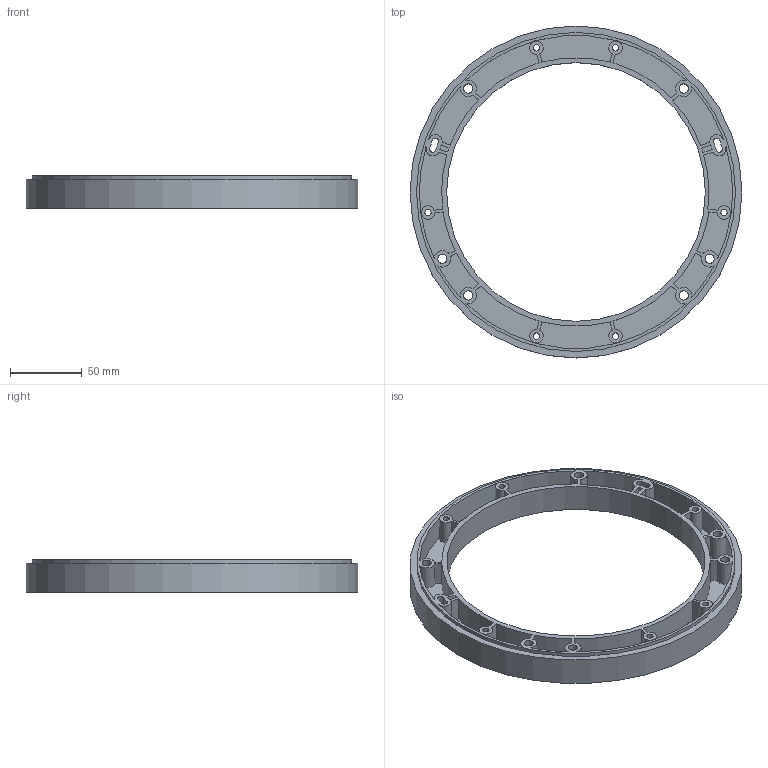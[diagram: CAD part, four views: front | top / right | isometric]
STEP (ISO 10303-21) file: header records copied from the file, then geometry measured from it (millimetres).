
FILE_DESCRIPTION(/* description */ ('Unknown'),/* implementation_level */ '2;1');
FILE_NAME(/* name */ 'ART. 103-A SPACER',/* time_stamp */ '2019-06-28T14:48:32+02:00',/* author */ ('Unknown'),/* organization */ ('Unknown'),/* preprocessor_version */ 'ST-DEVELOPER v16',/* originating_system */ 'DEX',/* authorisation */ $);
FILE_SCHEMA (('CONFIG_CONTROL_DESIGN'));
Length unit declared in the file: millimetre
Products named in the file (1): ART. 103-A SPACER_mir
Bounding box: 231 x 231 x 22.5 mm (x, y, z)
Volume: 167806.7 mm3; surface area: 96689.4 mm2
Topology: 1 solids, 1 shells, 122 faces, 326 edges, 218 vertices
Faces by surface type: cylinder 72, plane 50
Full cylindrical faces by diameter (mm): 4.397 x6, 6.4 x6, 180 x1, 222 x1, 225 x1, 231 x1
Entity records: 3862 total; most frequent: DIRECTION 698, CARTESIAN_POINT 647, ORIENTED_EDGE 616, EDGE_CURVE 308, AXIS2_PLACEMENT_3D 267, VERTEX_POINT 216, EDGE_LOOP 180, FACE_BOUND 180
